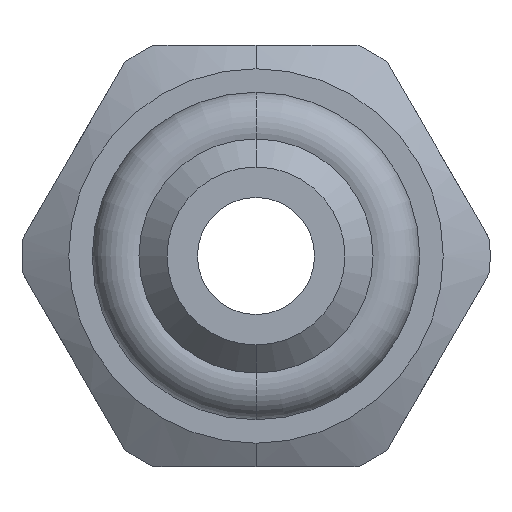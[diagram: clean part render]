
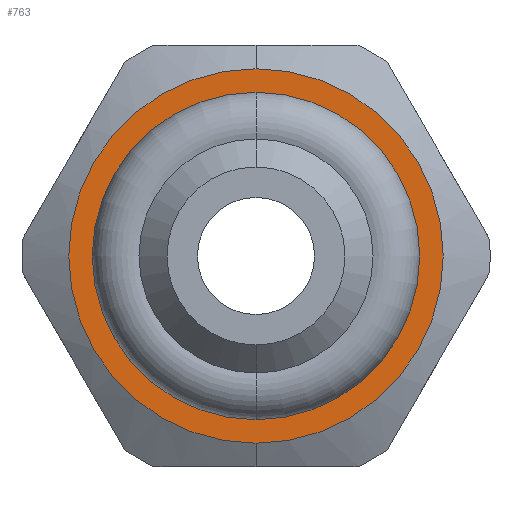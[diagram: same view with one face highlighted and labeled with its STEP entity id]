
A CAD part, front view. The second image highlights one B-rep face of the part: STEP entity #763.
In plain terms, the highlighted planar face has unit normal (0, -1, 0).
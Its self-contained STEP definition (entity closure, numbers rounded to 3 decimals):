
#550 = EDGE_CURVE ( 'NONE', #747, #628, #1062, .T. ) ;
#597 = VERTEX_POINT ( 'NONE', #1130 ) ;
#625 = EDGE_CURVE ( 'NONE', #597, #626, #1205, .T. ) ;
#626 = VERTEX_POINT ( 'NONE', #1244 ) ;
#628 = VERTEX_POINT ( 'NONE', #1243 ) ;
#649 = ORIENTED_EDGE ( 'NONE', *, *, #550, .T. ) ;
#650 = ORIENTED_EDGE ( 'NONE', *, *, #651, .T. ) ;
#651 = EDGE_CURVE ( 'NONE', #628, #747, #1255, .T. ) ;
#652 = EDGE_LOOP ( 'NONE', ( #733, #735 ) ) ;
#733 = ORIENTED_EDGE ( 'NONE', *, *, #734, .T. ) ;
#734 = EDGE_CURVE ( 'NONE', #626, #597, #1439, .T. ) ;
#735 = ORIENTED_EDGE ( 'NONE', *, *, #625, .T. ) ;
#747 = VERTEX_POINT ( 'NONE', #1491 ) ;
#763 = ADVANCED_FACE ( 'NONE', ( #1189, #1188 ), #1187, .T. ) ;
#804 = EDGE_LOOP ( 'NONE', ( #649, #650 ) ) ;
#1058 = DIRECTION ( 'NONE',  ( 0., 0., -1. ) ) ;
#1059 = DIRECTION ( 'NONE',  ( 0., -1., 0. ) ) ;
#1060 = CARTESIAN_POINT ( 'NONE',  ( 0., 4., 0. ) ) ;
#1061 = AXIS2_PLACEMENT_3D ( 'NONE', #1060, #1059, #1058 ) ;
#1062 = CIRCLE ( 'NONE', #1061, 4. ) ;
#1130 = CARTESIAN_POINT ( 'NONE',  ( 0., 4., 3.498 ) ) ;
#1187 = PLANE ( 'NONE',  #1193 ) ;
#1188 = FACE_BOUND ( 'NONE', #652, .T. ) ;
#1189 = FACE_OUTER_BOUND ( 'NONE', #804, .T. ) ;
#1190 = DIRECTION ( 'NONE',  ( 0., 0., -1. ) ) ;
#1191 = DIRECTION ( 'NONE',  ( 0., -1., 0. ) ) ;
#1192 = CARTESIAN_POINT ( 'NONE',  ( 3.7, 4., 0. ) ) ;
#1193 = AXIS2_PLACEMENT_3D ( 'NONE', #1192, #1191, #1190 ) ;
#1205 = CIRCLE ( 'NONE', #1217, 3.498 ) ;
#1217 = AXIS2_PLACEMENT_3D ( 'NONE', #1226, #1218, #1219 ) ;
#1218 = DIRECTION ( 'NONE',  ( 0., 1., 0. ) ) ;
#1219 = DIRECTION ( 'NONE',  ( 0., 0., -1. ) ) ;
#1226 = CARTESIAN_POINT ( 'NONE',  ( 0., 4., 0. ) ) ;
#1243 = CARTESIAN_POINT ( 'NONE',  ( 0., 4., 4. ) ) ;
#1244 = CARTESIAN_POINT ( 'NONE',  ( 0., 4., -3.498 ) ) ;
#1254 = AXIS2_PLACEMENT_3D ( 'NONE', #1265, #1264, #1263 ) ;
#1255 = CIRCLE ( 'NONE', #1254, 4. ) ;
#1263 = DIRECTION ( 'NONE',  ( 0., 0., -1. ) ) ;
#1264 = DIRECTION ( 'NONE',  ( 0., -1., 0. ) ) ;
#1265 = CARTESIAN_POINT ( 'NONE',  ( 0., 4., 0. ) ) ;
#1436 = DIRECTION ( 'NONE',  ( 0., 0., -1. ) ) ;
#1437 = DIRECTION ( 'NONE',  ( 0., 1., 0. ) ) ;
#1438 = AXIS2_PLACEMENT_3D ( 'NONE', #1444, #1437, #1436 ) ;
#1439 = CIRCLE ( 'NONE', #1438, 3.498 ) ;
#1444 = CARTESIAN_POINT ( 'NONE',  ( 0., 4., 0. ) ) ;
#1491 = CARTESIAN_POINT ( 'NONE',  ( 0., 4., -4. ) ) ;
